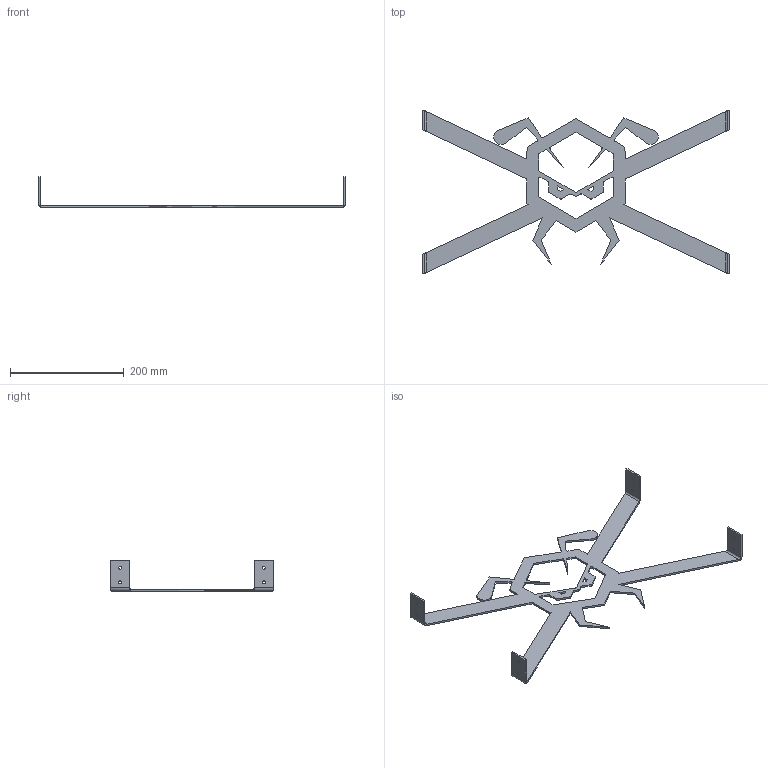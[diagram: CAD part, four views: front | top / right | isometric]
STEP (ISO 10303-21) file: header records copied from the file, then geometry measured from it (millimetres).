
FILE_DESCRIPTION (( 'STEP AP214' ), '1' );
FILE_NAME ('AA Front.STEP', '2024-02-14T01:54:26', ( '' ), ( '' ), 'SwSTEP 2.0', 'SolidWorks 2022', '' );
FILE_SCHEMA (( 'AUTOMOTIVE_DESIGN' ));
Length unit declared in the file: inch
Products named in the file (1): AA Front
Bounding box: 539.75 x 286.1 x 53.98 mm (x, y, z)
Volume: 166524.6 mm3; surface area: 119278 mm2
Topology: 1 solids, 1 shells, 153 faces, 421 edges, 270 vertices
Faces by surface type: plane 94, cylinder 51, bspline 8
Entity records: 5137 total; most frequent: CARTESIAN_POINT 1173, ORIENTED_EDGE 842, DIRECTION 775, EDGE_CURVE 421, VECTOR 311, LINE 311, VERTEX_POINT 270, AXIS2_PLACEMENT_3D 232
